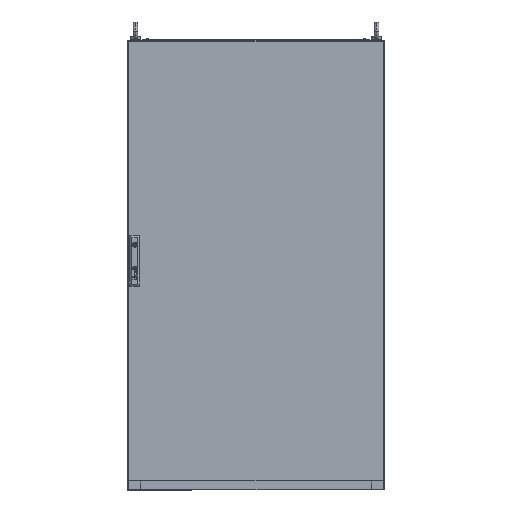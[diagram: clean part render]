
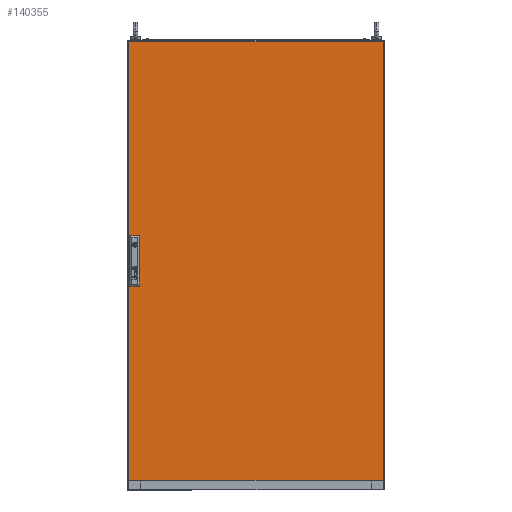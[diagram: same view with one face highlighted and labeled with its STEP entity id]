
A CAD part, top view. The second image highlights one B-rep face of the part: STEP entity #140355.
In plain terms, the highlighted planar face has unit normal (0, 0, 1).
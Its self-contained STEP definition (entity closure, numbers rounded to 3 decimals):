
#3590 = EDGE_CURVE ( 'NONE', #38707, #57883, #110137, .T. ) ;
#5264 = VERTEX_POINT ( 'NONE', #68264 ) ;
#5300 = LINE ( 'NONE', #115768, #134679 ) ;
#5901 = VERTEX_POINT ( 'NONE', #102324 ) ;
#7400 = LINE ( 'NONE', #140277, #138935 ) ;
#9753 = DIRECTION ( 'NONE',  ( 0., -1., 0. ) ) ;
#14999 = VECTOR ( 'NONE', #48068, 1000. ) ;
#15201 = CARTESIAN_POINT ( 'NONE',  ( -397., 697., 0. ) ) ;
#16556 = CARTESIAN_POINT ( 'NONE',  ( 0., 0., 0. ) ) ;
#16882 = LINE ( 'NONE', #66591, #153549 ) ;
#20901 = LINE ( 'NONE', #96119, #14999 ) ;
#22134 = VECTOR ( 'NONE', #86968, 1000. ) ;
#28144 = DIRECTION ( 'NONE',  ( 0., 1., 0. ) ) ;
#28930 = ORIENTED_EDGE ( 'NONE', *, *, #136829, .F. ) ;
#29606 = EDGE_CURVE ( 'NONE', #89992, #5901, #46873, .T. ) ;
#29822 = VECTOR ( 'NONE', #51479, 1000. ) ;
#31024 = ORIENTED_EDGE ( 'NONE', *, *, #152477, .F. ) ;
#31265 = ORIENTED_EDGE ( 'NONE', *, *, #40270, .F. ) ;
#31314 = CARTESIAN_POINT ( 'NONE',  ( -397., -670., 0. ) ) ;
#33064 = VECTOR ( 'NONE', #71720, 1000. ) ;
#35406 = EDGE_LOOP ( 'NONE', ( #82347, #104307, #28930, #99398 ) ) ;
#35449 = CARTESIAN_POINT ( 'NONE',  ( -397., 697., 0. ) ) ;
#37466 = VECTOR ( 'NONE', #70689, 1000. ) ;
#37688 = CARTESIAN_POINT ( 'NONE',  ( -397., -670., 0. ) ) ;
#38635 = CARTESIAN_POINT ( 'NONE',  ( -365.7, -61.5, 0. ) ) ;
#38707 = VERTEX_POINT ( 'NONE', #39529 ) ;
#39529 = CARTESIAN_POINT ( 'NONE',  ( -365.7, -11.5, 0. ) ) ;
#39841 = FACE_OUTER_BOUND ( 'NONE', #84296, .T. ) ;
#40270 = EDGE_CURVE ( 'NONE', #74261, #89992, #16882, .T. ) ;
#41430 = DIRECTION ( 'NONE',  ( 1., 0., 0. ) ) ;
#41966 = CARTESIAN_POINT ( 'NONE',  ( -365.7, 38.5, 0. ) ) ;
#44377 = EDGE_CURVE ( 'NONE', #74868, #143858, #156308, .T. ) ;
#46873 = LINE ( 'NONE', #94940, #33064 ) ;
#48068 = DIRECTION ( 'NONE',  ( 0., 1., 0. ) ) ;
#51479 = DIRECTION ( 'NONE',  ( 1., 0., 0. ) ) ;
#51851 = FACE_BOUND ( 'NONE', #72613, .T. ) ;
#54237 = DIRECTION ( 'NONE',  ( 0., -1., 0. ) ) ;
#57883 = VERTEX_POINT ( 'NONE', #158181 ) ;
#59121 = CARTESIAN_POINT ( 'NONE',  ( -390.7, 38.5, 0. ) ) ;
#64773 = EDGE_CURVE ( 'NONE', #57883, #96063, #7400, .T. ) ;
#66591 = CARTESIAN_POINT ( 'NONE',  ( -365.7, 38.5, 0. ) ) ;
#68264 = CARTESIAN_POINT ( 'NONE',  ( 397., -670., 0. ) ) ;
#68861 = ORIENTED_EDGE ( 'NONE', *, *, #155840, .T. ) ;
#70689 = DIRECTION ( 'NONE',  ( -1., 0., 0. ) ) ;
#71124 = LINE ( 'NONE', #59121, #124568 ) ;
#71720 = DIRECTION ( 'NONE',  ( -1., 0., 0. ) ) ;
#72613 = EDGE_LOOP ( 'NONE', ( #128454, #83163, #31265, #31024 ) ) ;
#73340 = CARTESIAN_POINT ( 'NONE',  ( -365.7, -11.5, 0. ) ) ;
#74261 = VERTEX_POINT ( 'NONE', #41966 ) ;
#74868 = VERTEX_POINT ( 'NONE', #108881 ) ;
#75339 = LINE ( 'NONE', #37688, #117830 ) ;
#76122 = DIRECTION ( 'NONE',  ( 1., 0., 0. ) ) ;
#76198 = CARTESIAN_POINT ( 'NONE',  ( -365.7, 88.5, 0. ) ) ;
#79085 = LINE ( 'NONE', #127850, #146758 ) ;
#82347 = ORIENTED_EDGE ( 'NONE', *, *, #64773, .F. ) ;
#83163 = ORIENTED_EDGE ( 'NONE', *, *, #29606, .F. ) ;
#84296 = EDGE_LOOP ( 'NONE', ( #149674, #68861, #111382, #147410 ) ) ;
#86968 = DIRECTION ( 'NONE',  ( 0., 1., 0. ) ) ;
#87568 = CARTESIAN_POINT ( 'NONE',  ( -365.7, -61.5, 0. ) ) ;
#88030 = CARTESIAN_POINT ( 'NONE',  ( -390.7, 38.5, 0. ) ) ;
#89992 = VERTEX_POINT ( 'NONE', #76198 ) ;
#91588 = AXIS2_PLACEMENT_3D ( 'NONE', #16556, #151790, #41430 ) ;
#94940 = CARTESIAN_POINT ( 'NONE',  ( -365.7, 88.5, 0. ) ) ;
#96063 = VERTEX_POINT ( 'NONE', #131193 ) ;
#96119 = CARTESIAN_POINT ( 'NONE',  ( -365.7, -61.5, 0. ) ) ;
#99398 = ORIENTED_EDGE ( 'NONE', *, *, #138737, .F. ) ;
#100698 = FACE_BOUND ( 'NONE', #35406, .T. ) ;
#101576 = EDGE_CURVE ( 'NONE', #5901, #124713, #71124, .T. ) ;
#102324 = CARTESIAN_POINT ( 'NONE',  ( -390.7, 88.5, 0. ) ) ;
#104307 = ORIENTED_EDGE ( 'NONE', *, *, #3590, .F. ) ;
#108881 = CARTESIAN_POINT ( 'NONE',  ( 397., 697., 0. ) ) ;
#109486 = DIRECTION ( 'NONE',  ( 0., -1., 0. ) ) ;
#110137 = LINE ( 'NONE', #73340, #113988 ) ;
#110323 = PLANE ( 'NONE',  #91588 ) ;
#111382 = ORIENTED_EDGE ( 'NONE', *, *, #134335, .T. ) ;
#113988 = VECTOR ( 'NONE', #134187, 1000. ) ;
#115768 = CARTESIAN_POINT ( 'NONE',  ( -365.7, 38.5, 0. ) ) ;
#117830 = VECTOR ( 'NONE', #76122, 1000. ) ;
#118633 = VERTEX_POINT ( 'NONE', #31314 ) ;
#122247 = EDGE_CURVE ( 'NONE', #143858, #118633, #79085, .T. ) ;
#124482 = CARTESIAN_POINT ( 'NONE',  ( 397., 697., 0. ) ) ;
#124568 = VECTOR ( 'NONE', #109486, 1000. ) ;
#124713 = VERTEX_POINT ( 'NONE', #88030 ) ;
#127779 = DIRECTION ( 'NONE',  ( 1., 0., 0. ) ) ;
#127850 = CARTESIAN_POINT ( 'NONE',  ( -397., 697., 0. ) ) ;
#128454 = ORIENTED_EDGE ( 'NONE', *, *, #101576, .F. ) ;
#130565 = VERTEX_POINT ( 'NONE', #38635 ) ;
#131193 = CARTESIAN_POINT ( 'NONE',  ( -390.7, -61.5, 0. ) ) ;
#134187 = DIRECTION ( 'NONE',  ( -1., 0., 0. ) ) ;
#134335 = EDGE_CURVE ( 'NONE', #5264, #74868, #135732, .T. ) ;
#134679 = VECTOR ( 'NONE', #127779, 1000. ) ;
#135732 = LINE ( 'NONE', #124482, #22134 ) ;
#136829 = EDGE_CURVE ( 'NONE', #130565, #38707, #20901, .T. ) ;
#138737 = EDGE_CURVE ( 'NONE', #96063, #130565, #157942, .T. ) ;
#138935 = VECTOR ( 'NONE', #9753, 1000. ) ;
#140277 = CARTESIAN_POINT ( 'NONE',  ( -390.7, -61.5, 0. ) ) ;
#140355 = ADVANCED_FACE ( 'NONE', ( #51851, #100698, #39841 ), #110323, .T. ) ;
#143858 = VERTEX_POINT ( 'NONE', #15201 ) ;
#146758 = VECTOR ( 'NONE', #54237, 1000. ) ;
#147410 = ORIENTED_EDGE ( 'NONE', *, *, #44377, .T. ) ;
#149674 = ORIENTED_EDGE ( 'NONE', *, *, #122247, .T. ) ;
#151790 = DIRECTION ( 'NONE',  ( 0., 0., 1. ) ) ;
#152477 = EDGE_CURVE ( 'NONE', #124713, #74261, #5300, .T. ) ;
#153549 = VECTOR ( 'NONE', #28144, 1000. ) ;
#155840 = EDGE_CURVE ( 'NONE', #118633, #5264, #75339, .T. ) ;
#156308 = LINE ( 'NONE', #35449, #37466 ) ;
#157942 = LINE ( 'NONE', #87568, #29822 ) ;
#158181 = CARTESIAN_POINT ( 'NONE',  ( -390.7, -11.5, 0. ) ) ;
